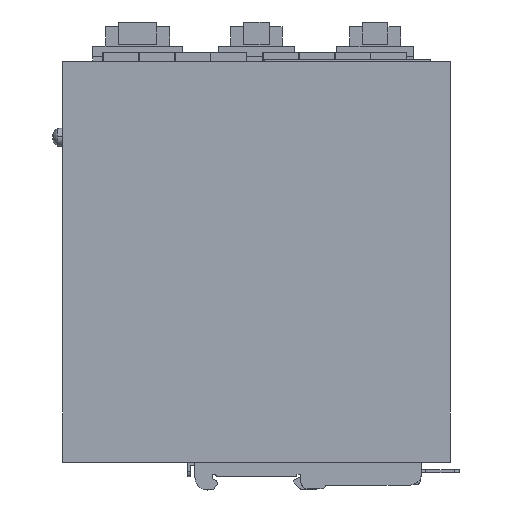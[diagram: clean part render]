
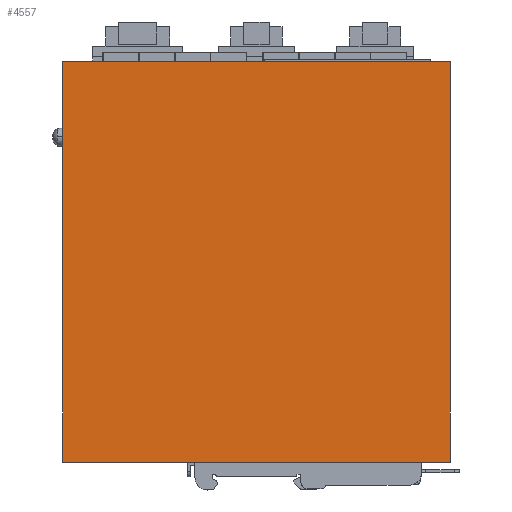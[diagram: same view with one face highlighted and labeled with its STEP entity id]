
A CAD part, left-side view. The second image highlights one B-rep face of the part: STEP entity #4557.
In plain terms, the highlighted planar face has unit normal (-1, 0, 0).
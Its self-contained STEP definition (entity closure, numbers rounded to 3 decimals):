
#4537=AXIS2_PLACEMENT_3D('Plane Axis2P3D',#4534,#4535,#4536) ;
#1409=CARTESIAN_POINT('Vertex',(0.,157.6,170.1)) ;
#1412=CARTESIAN_POINT('Line Origine',(0.,80.6,170.1)) ;
#1416=CARTESIAN_POINT('Vertex',(0.,3.6,170.1)) ;
#1494=CARTESIAN_POINT('Vertex',(0.,157.6,11.1)) ;
#1497=CARTESIAN_POINT('Line Origine',(0.,157.6,90.6)) ;
#4534=CARTESIAN_POINT('Axis2P3D Location',(0.,157.6,11.1)) ;
#4539=CARTESIAN_POINT('Line Origine',(0.,80.6,11.1)) ;
#4543=CARTESIAN_POINT('Vertex',(0.,3.6,11.1)) ;
#4546=CARTESIAN_POINT('Line Origine',(0.,3.6,90.6)) ;
#1413=DIRECTION('Vector Direction',(0.,-1.,0.)) ;
#1498=DIRECTION('Vector Direction',(0.,0.,1.)) ;
#4535=DIRECTION('Axis2P3D Direction',(-1.,0.,0.)) ;
#4536=DIRECTION('Axis2P3D XDirection',(0.,-1.,0.)) ;
#4540=DIRECTION('Vector Direction',(0.,-1.,0.)) ;
#4547=DIRECTION('Vector Direction',(0.,0.,1.)) ;
#1414=VECTOR('Line Direction',#1413,1.) ;
#1499=VECTOR('Line Direction',#1498,1.) ;
#4541=VECTOR('Line Direction',#4540,1.) ;
#4548=VECTOR('Line Direction',#4547,1.) ;
#4552=ORIENTED_EDGE('',*,*,#1501,.F.) ;
#4553=ORIENTED_EDGE('',*,*,#4545,.F.) ;
#4554=ORIENTED_EDGE('',*,*,#4550,.T.) ;
#4555=ORIENTED_EDGE('',*,*,#1418,.F.) ;
#4557=ADVANCED_FACE('SWITCH',(#4556),#4538,.T.) ;
#1418=EDGE_CURVE('',#1410,#1417,#1415,.T.) ;
#1501=EDGE_CURVE('',#1495,#1410,#1500,.T.) ;
#4545=EDGE_CURVE('',#4544,#1495,#4542,.F.) ;
#4550=EDGE_CURVE('',#4544,#1417,#4549,.T.) ;
#4551=EDGE_LOOP('',(#4552,#4553,#4554,#4555)) ;
#4556=FACE_OUTER_BOUND('',#4551,.T.) ;
#1415=LINE('Line',#1412,#1414) ;
#1500=LINE('Line',#1497,#1499) ;
#4542=LINE('Line',#4539,#4541) ;
#4549=LINE('Line',#4546,#4548) ;
#4538=PLANE('',#4537) ;
#1410=VERTEX_POINT('',#1409) ;
#1417=VERTEX_POINT('',#1416) ;
#1495=VERTEX_POINT('',#1494) ;
#4544=VERTEX_POINT('',#4543) ;
